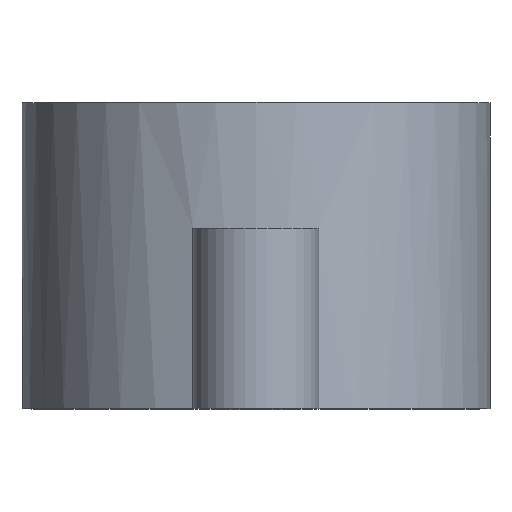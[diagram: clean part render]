
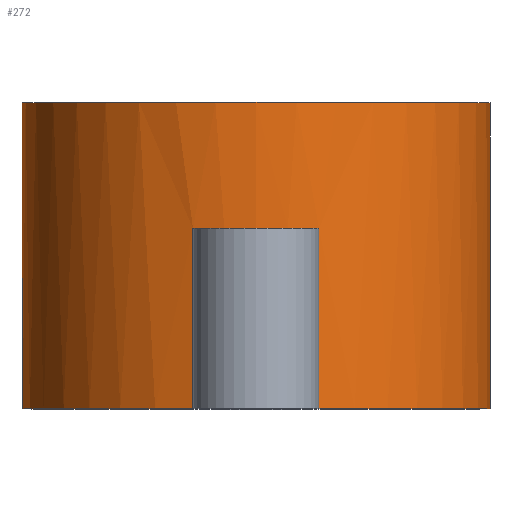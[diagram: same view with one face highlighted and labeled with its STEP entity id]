
A CAD part, top view. The second image highlights one B-rep face of the part: STEP entity #272.
In plain terms, the highlighted cylindrical face has radius 13 mm (diameter 26 mm), a full revolution.
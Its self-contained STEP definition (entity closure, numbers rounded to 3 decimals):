
#41=FACE_OUTER_BOUND('',#58,.T.);
#58=EDGE_LOOP('',(#224,#225,#226,#227,#228,#229,#230,#231,#232,#233,#234,
#235));
#69=LINE('',#438,#89);
#75=LINE('',#453,#95);
#77=LINE('',#461,#97);
#83=LINE('',#476,#103);
#84=LINE('',#483,#104);
#89=VECTOR('',#353,10.);
#95=VECTOR('',#367,10.);
#97=VECTOR('',#375,10.);
#103=VECTOR('',#389,10.);
#104=VECTOR('',#398,13.);
#112=CIRCLE('',#311,13.);
#115=CIRCLE('',#318,13.);
#116=CIRCLE('',#320,13.);
#117=CIRCLE('',#321,13.);
#118=CIRCLE('',#322,13.);
#119=CIRCLE('',#323,13.);
#126=VERTEX_POINT('',#434);
#128=VERTEX_POINT('',#437);
#132=VERTEX_POINT('',#449);
#133=VERTEX_POINT('',#451);
#134=VERTEX_POINT('',#457);
#136=VERTEX_POINT('',#460);
#140=VERTEX_POINT('',#472);
#141=VERTEX_POINT('',#474);
#142=VERTEX_POINT('',#480);
#143=VERTEX_POINT('',#482);
#153=EDGE_CURVE('',#128,#126,#69,.T.);
#161=EDGE_CURVE('',#132,#133,#75,.T.);
#162=EDGE_CURVE('',#133,#128,#112,.T.);
#164=EDGE_CURVE('',#136,#134,#77,.T.);
#172=EDGE_CURVE('',#140,#141,#83,.T.);
#173=EDGE_CURVE('',#141,#136,#115,.T.);
#174=EDGE_CURVE('',#142,#142,#116,.T.);
#175=EDGE_CURVE('',#142,#143,#84,.T.);
#176=EDGE_CURVE('',#132,#143,#117,.T.);
#177=EDGE_CURVE('',#140,#126,#118,.T.);
#178=EDGE_CURVE('',#143,#134,#119,.T.);
#224=ORIENTED_EDGE('',*,*,#174,.F.);
#225=ORIENTED_EDGE('',*,*,#175,.T.);
#226=ORIENTED_EDGE('',*,*,#176,.F.);
#227=ORIENTED_EDGE('',*,*,#161,.T.);
#228=ORIENTED_EDGE('',*,*,#162,.T.);
#229=ORIENTED_EDGE('',*,*,#153,.T.);
#230=ORIENTED_EDGE('',*,*,#177,.F.);
#231=ORIENTED_EDGE('',*,*,#172,.T.);
#232=ORIENTED_EDGE('',*,*,#173,.T.);
#233=ORIENTED_EDGE('',*,*,#164,.T.);
#234=ORIENTED_EDGE('',*,*,#178,.F.);
#235=ORIENTED_EDGE('',*,*,#175,.F.);
#258=CYLINDRICAL_SURFACE('',#319,13.);
#272=ADVANCED_FACE('',(#41),#258,.T.);
#311=AXIS2_PLACEMENT_3D('',#455,#370,#371);
#318=AXIS2_PLACEMENT_3D('',#478,#392,#393);
#319=AXIS2_PLACEMENT_3D('',#479,#394,#395);
#320=AXIS2_PLACEMENT_3D('',#481,#396,#397);
#321=AXIS2_PLACEMENT_3D('',#484,#399,#400);
#322=AXIS2_PLACEMENT_3D('',#485,#401,#402);
#323=AXIS2_PLACEMENT_3D('',#486,#403,#404);
#353=DIRECTION('',(0.,-1.,0.));
#367=DIRECTION('',(0.,1.,0.));
#370=DIRECTION('center_axis',(0.,1.,0.));
#371=DIRECTION('ref_axis',(-1.,0.,0.));
#375=DIRECTION('',(0.,-1.,0.));
#389=DIRECTION('',(0.,1.,0.));
#392=DIRECTION('center_axis',(0.,1.,0.));
#393=DIRECTION('ref_axis',(-1.,0.,0.));
#394=DIRECTION('center_axis',(0.,1.,0.));
#395=DIRECTION('ref_axis',(-1.,0.,0.));
#396=DIRECTION('center_axis',(0.,1.,0.));
#397=DIRECTION('ref_axis',(-1.,0.,0.));
#398=DIRECTION('',(0.,-1.,0.));
#399=DIRECTION('center_axis',(0.,-1.,0.));
#400=DIRECTION('ref_axis',(1.,0.,0.));
#401=DIRECTION('center_axis',(0.,-1.,0.));
#402=DIRECTION('ref_axis',(1.,0.,0.));
#403=DIRECTION('center_axis',(0.,-1.,0.));
#404=DIRECTION('ref_axis',(1.,0.,0.));
#434=CARTESIAN_POINT('',(-3.5,-2.,-12.52));
#437=CARTESIAN_POINT('',(-3.5,8.,-12.52));
#438=CARTESIAN_POINT('',(-3.5,0.,-12.52));
#449=CARTESIAN_POINT('',(3.5,-2.,-12.52));
#451=CARTESIAN_POINT('',(3.5,8.,-12.52));
#453=CARTESIAN_POINT('',(3.5,0.,-12.52));
#455=CARTESIAN_POINT('Origin',(0.,8.,0.));
#457=CARTESIAN_POINT('',(3.5,-2.,12.52));
#460=CARTESIAN_POINT('',(3.5,8.,12.52));
#461=CARTESIAN_POINT('',(3.5,0.,12.52));
#472=CARTESIAN_POINT('',(-3.5,-2.,12.52));
#474=CARTESIAN_POINT('',(-3.5,8.,12.52));
#476=CARTESIAN_POINT('',(-3.5,0.,12.52));
#478=CARTESIAN_POINT('Origin',(0.,8.,0.));
#479=CARTESIAN_POINT('Origin',(0.,0.,0.));
#480=CARTESIAN_POINT('',(13.,15.,0.));
#481=CARTESIAN_POINT('Origin',(0.,15.,0.));
#482=CARTESIAN_POINT('',(13.,-2.,0.));
#483=CARTESIAN_POINT('',(13.,0.,0.));
#484=CARTESIAN_POINT('Origin',(0.,-2.,0.));
#485=CARTESIAN_POINT('Origin',(0.,-2.,0.));
#486=CARTESIAN_POINT('Origin',(0.,-2.,0.));
